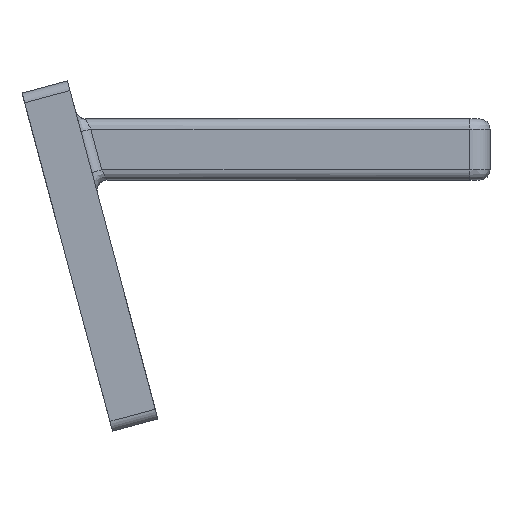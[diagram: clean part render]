
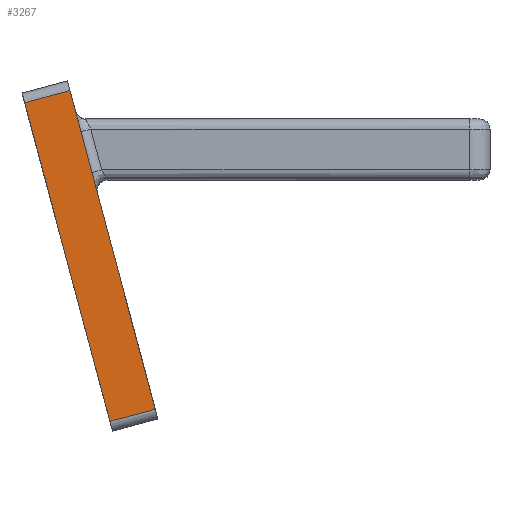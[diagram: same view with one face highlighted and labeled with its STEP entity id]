
A CAD part, left-side view. The second image highlights one B-rep face of the part: STEP entity #3267.
In plain terms, the highlighted planar face has unit normal (-1, 0, 0).
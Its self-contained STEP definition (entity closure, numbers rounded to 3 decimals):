
#72=PLANE('',#3549);
#262=LINE('',#4526,#520);
#398=LINE('',#5163,#656);
#418=LINE('',#5356,#676);
#419=LINE('',#5358,#677);
#520=VECTOR('',#3673,10.);
#656=VECTOR('',#4079,10.);
#676=VECTOR('',#4109,10.);
#677=VECTOR('',#4112,10.);
#851=FACE_OUTER_BOUND('',#1047,.T.);
#1047=EDGE_LOOP('',(#2637,#2638,#2639,#2640));
#1321=VERTEX_POINT('',#4523);
#1322=VERTEX_POINT('',#4525);
#1491=VERTEX_POINT('',#5160);
#1492=VERTEX_POINT('',#5162);
#1660=EDGE_CURVE('',#1322,#1321,#262,.T.);
#1893=EDGE_CURVE('',#1491,#1492,#398,.T.);
#1956=EDGE_CURVE('',#1322,#1491,#418,.T.);
#1957=EDGE_CURVE('',#1492,#1321,#419,.T.);
#2637=ORIENTED_EDGE('',*,*,#1956,.F.);
#2638=ORIENTED_EDGE('',*,*,#1660,.T.);
#2639=ORIENTED_EDGE('',*,*,#1957,.F.);
#2640=ORIENTED_EDGE('',*,*,#1893,.F.);
#3267=ADVANCED_FACE('',(#851),#72,.T.);
#3549=AXIS2_PLACEMENT_3D('',#5357,#4110,#4111);
#3673=DIRECTION('',(0.,0.259,0.966));
#4079=DIRECTION('',(0.,0.259,0.966));
#4109=DIRECTION('',(0.,0.966,-0.259));
#4110=DIRECTION('center_axis',(-1.,0.,0.));
#4111=DIRECTION('ref_axis',(0.,0.259,0.966));
#4112=DIRECTION('',(0.,-0.966,0.259));
#4523=CARTESIAN_POINT('',(26.369,-32.632,-3.716));
#4525=CARTESIAN_POINT('',(26.369,-36.819,-19.339));
#4526=CARTESIAN_POINT('',(26.369,-36.948,-19.822));
#5160=CARTESIAN_POINT('',(26.369,-34.597,-19.935));
#5162=CARTESIAN_POINT('',(26.369,-30.411,-4.311));
#5163=CARTESIAN_POINT('',(26.369,-33.615,-16.27));
#5356=CARTESIAN_POINT('',(26.369,-36.819,-19.339));
#5357=CARTESIAN_POINT('Origin',(26.369,-36.948,-19.822));
#5358=CARTESIAN_POINT('',(26.369,-32.632,-3.716));
